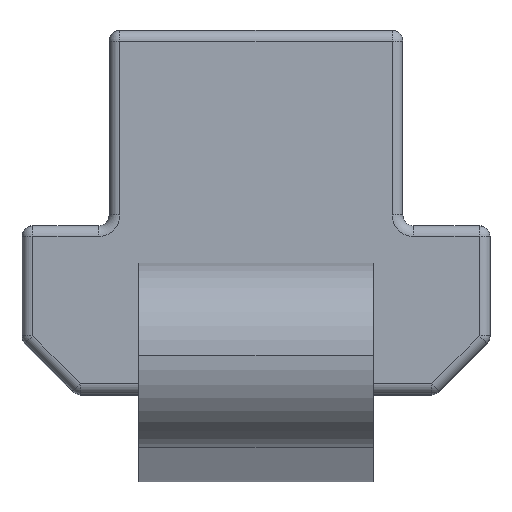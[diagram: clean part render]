
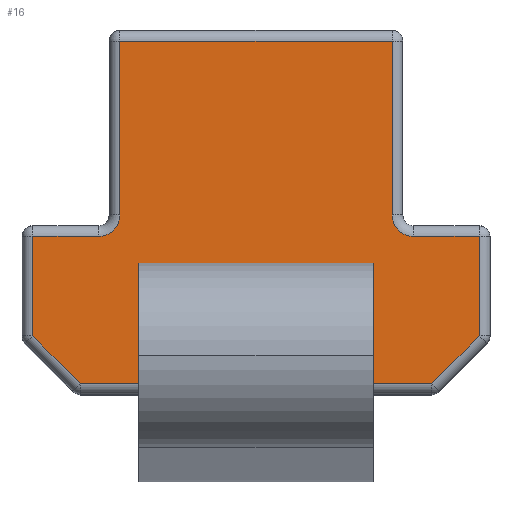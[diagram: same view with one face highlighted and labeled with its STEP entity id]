
A CAD part, top view. The second image highlights one B-rep face of the part: STEP entity #16.
In plain terms, the highlighted planar face has unit normal (0, 0, 1).
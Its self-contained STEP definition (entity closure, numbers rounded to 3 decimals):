
#3 = VERTEX_POINT ( 'NONE', #652 ) ;
#8 = EDGE_LOOP ( 'NONE', ( #139, #271, #274, #11, #281, #235, #238, #242, #251, #254, #107, #109 ) ) ;
#11 = ORIENTED_EDGE ( 'NONE', *, *, #275, .T. ) ;
#12 = EDGE_CURVE ( 'NONE', #173, #3, #638, .T. ) ;
#13 = VERTEX_POINT ( 'NONE', #640 ) ;
#14 = EDGE_CURVE ( 'NONE', #153, #15, #656, .T. ) ;
#15 = VERTEX_POINT ( 'NONE', #650 ) ;
#16 = ADVANCED_FACE ( 'NONE', ( #649, #632 ), #644, .T. ) ;
#17 = VERTEX_POINT ( 'NONE', #648 ) ;
#107 = ORIENTED_EDGE ( 'NONE', *, *, #255, .T. ) ;
#108 = EDGE_CURVE ( 'NONE', #237, #13, #937, .T. ) ;
#109 = ORIENTED_EDGE ( 'NONE', *, *, #108, .T. ) ;
#132 = ORIENTED_EDGE ( 'NONE', *, *, #12, .F. ) ;
#133 = ORIENTED_EDGE ( 'NONE', *, *, #137, .T. ) ;
#134 = ORIENTED_EDGE ( 'NONE', *, *, #14, .T. ) ;
#135 = ORIENTED_EDGE ( 'NONE', *, *, #163, .F. ) ;
#136 = VERTEX_POINT ( 'NONE', #846 ) ;
#137 = EDGE_CURVE ( 'NONE', #15, #3, #833, .T. ) ;
#138 = EDGE_CURVE ( 'NONE', #141, #13, #841, .T. ) ;
#139 = ORIENTED_EDGE ( 'NONE', *, *, #138, .F. ) ;
#140 = VERTEX_POINT ( 'NONE', #827 ) ;
#141 = VERTEX_POINT ( 'NONE', #834 ) ;
#142 = VERTEX_POINT ( 'NONE', #853 ) ;
#143 = EDGE_CURVE ( 'NONE', #141, #140, #823, .T. ) ;
#144 = VERTEX_POINT ( 'NONE', #978 ) ;
#145 = EDGE_CURVE ( 'NONE', #276, #279, #972, .T. ) ;
#153 = VERTEX_POINT ( 'NONE', #820 ) ;
#163 = EDGE_CURVE ( 'NONE', #153, #173, #1090, .T. ) ;
#173 = VERTEX_POINT ( 'NONE', #1066 ) ;
#235 = ORIENTED_EDGE ( 'NONE', *, *, #282, .T. ) ;
#237 = VERTEX_POINT ( 'NONE', #1207 ) ;
#238 = ORIENTED_EDGE ( 'NONE', *, *, #277, .T. ) ;
#242 = ORIENTED_EDGE ( 'NONE', *, *, #280, .T. ) ;
#251 = ORIENTED_EDGE ( 'NONE', *, *, #145, .T. ) ;
#252 = EDGE_CURVE ( 'NONE', #279, #283, #1182, .T. ) ;
#254 = ORIENTED_EDGE ( 'NONE', *, *, #252, .T. ) ;
#255 = EDGE_CURVE ( 'NONE', #283, #237, #1173, .T. ) ;
#258 = EDGE_LOOP ( 'NONE', ( #132, #135, #134, #133 ) ) ;
#271 = ORIENTED_EDGE ( 'NONE', *, *, #143, .T. ) ;
#272 = EDGE_CURVE ( 'NONE', #140, #136, #604, .T. ) ;
#273 = VERTEX_POINT ( 'NONE', #1145 ) ;
#274 = ORIENTED_EDGE ( 'NONE', *, *, #272, .T. ) ;
#275 = EDGE_CURVE ( 'NONE', #136, #17, #925, .T. ) ;
#276 = VERTEX_POINT ( 'NONE', #1151 ) ;
#277 = EDGE_CURVE ( 'NONE', #142, #273, #922, .T. ) ;
#278 = EDGE_CURVE ( 'NONE', #144, #17, #1312, .T. ) ;
#279 = VERTEX_POINT ( 'NONE', #1313 ) ;
#280 = EDGE_CURVE ( 'NONE', #273, #276, #1491, .T. ) ;
#281 = ORIENTED_EDGE ( 'NONE', *, *, #278, .F. ) ;
#282 = EDGE_CURVE ( 'NONE', #144, #142, #1487, .T. ) ;
#283 = VERTEX_POINT ( 'NONE', #1314 ) ;
#587 = DIRECTION ( 'NONE',  ( -1., 0., 0. ) ) ;
#588 = VECTOR ( 'NONE', #587, 1000. ) ;
#589 = CARTESIAN_POINT ( 'NONE',  ( -6.815, 16.39, 11. ) ) ;
#590 = CARTESIAN_POINT ( 'NONE',  ( -10.36, 2.5, 11. ) ) ;
#604 = LINE ( 'NONE', #589, #588 ) ;
#625 = DIRECTION ( 'NONE',  ( 1., 0., 0. ) ) ;
#626 = DIRECTION ( 'NONE',  ( 0., 0., 1. ) ) ;
#627 = CARTESIAN_POINT ( 'NONE',  ( -10.86, 0., 11. ) ) ;
#631 = VECTOR ( 'NONE', #633, 1000. ) ;
#632 = FACE_OUTER_BOUND ( 'NONE', #8, .T. ) ;
#633 = DIRECTION ( 'NONE',  ( 0., 1., 0. ) ) ;
#634 = CARTESIAN_POINT ( 'NONE',  ( -5.45, 0., 11. ) ) ;
#635 = DIRECTION ( 'NONE',  ( 0., 1., 0. ) ) ;
#636 = VECTOR ( 'NONE', #635, 1000. ) ;
#637 = CARTESIAN_POINT ( 'NONE',  ( 5.45, 0., 11. ) ) ;
#638 = LINE ( 'NONE', #637, #636 ) ;
#639 = AXIS2_PLACEMENT_3D ( 'NONE', #627, #626, #625 ) ;
#640 = CARTESIAN_POINT ( 'NONE',  ( 7.315, 7.32, 11. ) ) ;
#644 = PLANE ( 'NONE',  #639 ) ;
#648 = CARTESIAN_POINT ( 'NONE',  ( -6.315, 8.32, 11. ) ) ;
#649 = FACE_BOUND ( 'NONE', #258, .T. ) ;
#650 = CARTESIAN_POINT ( 'NONE',  ( -5.45, 5.972, 11. ) ) ;
#652 = CARTESIAN_POINT ( 'NONE',  ( 5.45, 5.972, 11. ) ) ;
#656 = LINE ( 'NONE', #634, #631 ) ;
#820 = CARTESIAN_POINT ( 'NONE',  ( -5.45, 5.663, 11. ) ) ;
#823 = LINE ( 'NONE', #829, #976 ) ;
#824 = DIRECTION ( 'NONE',  ( 1., 0., 0. ) ) ;
#825 = DIRECTION ( 'NONE',  ( 0., 0., 1. ) ) ;
#826 = CARTESIAN_POINT ( 'NONE',  ( 7.315, 8.32, 11. ) ) ;
#827 = CARTESIAN_POINT ( 'NONE',  ( 6.315, 16.39, 11. ) ) ;
#829 = CARTESIAN_POINT ( 'NONE',  ( 6.315, 16.89, 11. ) ) ;
#830 = DIRECTION ( 'NONE',  ( 1., 0., 0. ) ) ;
#831 = VECTOR ( 'NONE', #830, 1000. ) ;
#832 = CARTESIAN_POINT ( 'NONE',  ( 5.45, 5.972, 11. ) ) ;
#833 = LINE ( 'NONE', #832, #831 ) ;
#834 = CARTESIAN_POINT ( 'NONE',  ( 6.315, 8.32, 11. ) ) ;
#835 = AXIS2_PLACEMENT_3D ( 'NONE', #826, #825, #824 ) ;
#841 = CIRCLE ( 'NONE', #835, 1. ) ;
#846 = CARTESIAN_POINT ( 'NONE',  ( -6.315, 16.39, 11. ) ) ;
#853 = CARTESIAN_POINT ( 'NONE',  ( -10.36, 7.32, 11. ) ) ;
#911 = CARTESIAN_POINT ( 'NONE',  ( 6.815, 7.32, 11. ) ) ;
#922 = LINE ( 'NONE', #590, #1343 ) ;
#925 = LINE ( 'NONE', #954, #953 ) ;
#927 = DIRECTION ( 'NONE',  ( 0., -1., 0. ) ) ;
#937 = LINE ( 'NONE', #911, #1026 ) ;
#953 = VECTOR ( 'NONE', #927, 1000. ) ;
#954 = CARTESIAN_POINT ( 'NONE',  ( -6.315, 7.82, 11. ) ) ;
#969 = DIRECTION ( 'NONE',  ( 1., 0., 0. ) ) ;
#970 = VECTOR ( 'NONE', #969, 1000. ) ;
#971 = CARTESIAN_POINT ( 'NONE',  ( 8.36, 0.5, 11. ) ) ;
#972 = LINE ( 'NONE', #971, #970 ) ;
#975 = DIRECTION ( 'NONE',  ( 0., 1., 0. ) ) ;
#976 = VECTOR ( 'NONE', #975, 1000. ) ;
#978 = CARTESIAN_POINT ( 'NONE',  ( -7.315, 7.32, 11. ) ) ;
#1025 = DIRECTION ( 'NONE',  ( -1., 0., 0. ) ) ;
#1026 = VECTOR ( 'NONE', #1025, 1000. ) ;
#1066 = CARTESIAN_POINT ( 'NONE',  ( 5.45, 5.663, 11. ) ) ;
#1087 = DIRECTION ( 'NONE',  ( 1., 0., 0. ) ) ;
#1088 = VECTOR ( 'NONE', #1087, 1000. ) ;
#1089 = CARTESIAN_POINT ( 'NONE',  ( 5.45, 5.663, 11. ) ) ;
#1090 = LINE ( 'NONE', #1089, #1088 ) ;
#1145 = CARTESIAN_POINT ( 'NONE',  ( -10.36, 2.707, 11. ) ) ;
#1151 = CARTESIAN_POINT ( 'NONE',  ( -8.153, 0.5, 11. ) ) ;
#1168 = DIRECTION ( 'NONE',  ( 0., 1., 0. ) ) ;
#1169 = VECTOR ( 'NONE', #1168, 1000. ) ;
#1172 = CARTESIAN_POINT ( 'NONE',  ( 10.36, 7.82, 11. ) ) ;
#1173 = LINE ( 'NONE', #1172, #1169 ) ;
#1174 = DIRECTION ( 'NONE',  ( 0.707, 0.707, 0. ) ) ;
#1175 = VECTOR ( 'NONE', #1174, 1000. ) ;
#1181 = CARTESIAN_POINT ( 'NONE',  ( -1.604, -9.256, 11. ) ) ;
#1182 = LINE ( 'NONE', #1181, #1175 ) ;
#1207 = CARTESIAN_POINT ( 'NONE',  ( 10.36, 7.32, 11. ) ) ;
#1309 = DIRECTION ( 'NONE',  ( 1., 0., 0. ) ) ;
#1310 = DIRECTION ( 'NONE',  ( 0., 0., 1. ) ) ;
#1311 = AXIS2_PLACEMENT_3D ( 'NONE', #1341, #1310, #1309 ) ;
#1312 = CIRCLE ( 'NONE', #1311, 1. ) ;
#1313 = CARTESIAN_POINT ( 'NONE',  ( 8.153, 0.5, 11. ) ) ;
#1314 = CARTESIAN_POINT ( 'NONE',  ( 10.36, 2.707, 11. ) ) ;
#1341 = CARTESIAN_POINT ( 'NONE',  ( -7.315, 8.32, 11. ) ) ;
#1342 = DIRECTION ( 'NONE',  ( 0., -1., 0. ) ) ;
#1343 = VECTOR ( 'NONE', #1342, 1000. ) ;
#1484 = DIRECTION ( 'NONE',  ( -1., 0., 0. ) ) ;
#1485 = VECTOR ( 'NONE', #1484, 1000. ) ;
#1486 = CARTESIAN_POINT ( 'NONE',  ( -10.86, 7.32, 11. ) ) ;
#1487 = LINE ( 'NONE', #1486, #1485 ) ;
#1488 = DIRECTION ( 'NONE',  ( 0.707, -0.707, 0. ) ) ;
#1489 = VECTOR ( 'NONE', #1488, 1000. ) ;
#1490 = CARTESIAN_POINT ( 'NONE',  ( -9.256, 1.604, 11. ) ) ;
#1491 = LINE ( 'NONE', #1490, #1489 ) ;
